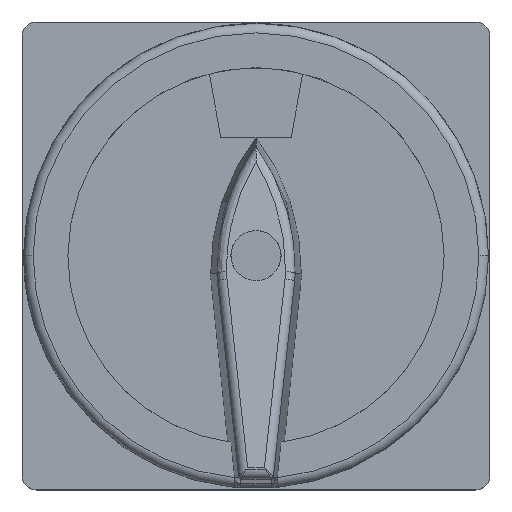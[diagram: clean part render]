
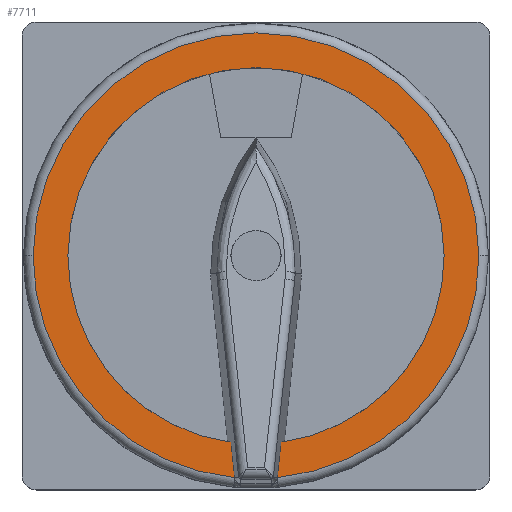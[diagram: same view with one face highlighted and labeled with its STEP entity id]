
A CAD part, top view. The second image highlights one B-rep face of the part: STEP entity #7711.
In plain terms, the highlighted planar face has unit normal (0, 0, 1).
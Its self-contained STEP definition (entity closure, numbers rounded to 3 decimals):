
#47 = FACE_OUTER_BOUND ( 'NONE', #5047, .T. ) ;
#57 = ORIENTED_EDGE ( 'NONE', *, *, #8620, .T. ) ;
#66 = EDGE_CURVE ( 'NONE', #5055, #7075, #5667, .T. ) ;
#111 = ORIENTED_EDGE ( 'NONE', *, *, #6042, .T. ) ;
#116 = AXIS2_PLACEMENT_3D ( 'NONE', #4654, #388, #5378 ) ;
#208 = AXIS2_PLACEMENT_3D ( 'NONE', #8149, #2505, #404 ) ;
#388 = DIRECTION ( 'NONE',  ( 0., 0., 1. ) ) ;
#404 = DIRECTION ( 'NONE',  ( 1., 0., 0. ) ) ;
#406 = CIRCLE ( 'NONE', #8047, 30.954 ) ;
#473 = CARTESIAN_POINT ( 'NONE',  ( 1.541, 32.495, 23.41 ) ) ;
#792 = CARTESIAN_POINT ( 'NONE',  ( 29.531, 1.683, 23.41 ) ) ;
#849 = CIRCLE ( 'NONE', #985, 26.13 ) ;
#985 = AXIS2_PLACEMENT_3D ( 'NONE', #1050, #6039, #1769 ) ;
#1027 = ORIENTED_EDGE ( 'NONE', *, *, #2534, .T. ) ;
#1050 = CARTESIAN_POINT ( 'NONE',  ( 32.495, 32.495, 23.41 ) ) ;
#1192 = VECTOR ( 'NONE', #5640, 1000. ) ;
#1265 = EDGE_CURVE ( 'NONE', #7075, #8573, #6668, .T. ) ;
#1267 = DIRECTION ( 'NONE',  ( 0., 0., 1. ) ) ;
#1368 = CARTESIAN_POINT ( 'NONE',  ( 26.412, 31.866, 23.41 ) ) ;
#1517 = ORIENTED_EDGE ( 'NONE', *, *, #1265, .F. ) ;
#1769 = DIRECTION ( 'NONE',  ( 1., 0., 0. ) ) ;
#1834 = ORIENTED_EDGE ( 'NONE', *, *, #6288, .T. ) ;
#1917 = CARTESIAN_POINT ( 'NONE',  ( 32.495, 32.495, 23.41 ) ) ;
#2077 = VERTEX_POINT ( 'NONE', #473 ) ;
#2311 = AXIS2_PLACEMENT_3D ( 'NONE', #2394, #7402, #3103 ) ;
#2394 = CARTESIAN_POINT ( 'NONE',  ( 32.495, 32.495, 23.41 ) ) ;
#2505 = DIRECTION ( 'NONE',  ( 0., 0., 1. ) ) ;
#2532 = EDGE_CURVE ( 'NONE', #8573, #8902, #849, .T. ) ;
#2534 = EDGE_CURVE ( 'NONE', #2634, #6097, #8331, .T. ) ;
#2563 = CARTESIAN_POINT ( 'NONE',  ( 35.459, 1.683, 23.41 ) ) ;
#2621 = DIRECTION ( 'NONE',  ( 1., 0., 0. ) ) ;
#2634 = VERTEX_POINT ( 'NONE', #2563 ) ;
#2902 = AXIS2_PLACEMENT_3D ( 'NONE', #7477, #3191, #8112 ) ;
#3103 = DIRECTION ( 'NONE',  ( 1., 0., 0. ) ) ;
#3191 = DIRECTION ( 'NONE',  ( 0., 0., 1. ) ) ;
#3344 = ORIENTED_EDGE ( 'NONE', *, *, #5924, .T. ) ;
#3350 = ORIENTED_EDGE ( 'NONE', *, *, #2532, .F. ) ;
#3830 = VECTOR ( 'NONE', #3839, 1000. ) ;
#3839 = DIRECTION ( 'NONE',  ( -0.103, -0.995, 0. ) ) ;
#4095 = CARTESIAN_POINT ( 'NONE',  ( 29.023, 6.597, 23.41 ) ) ;
#4614 = CARTESIAN_POINT ( 'NONE',  ( 58.625, 32.495, 23.41 ) ) ;
#4654 = CARTESIAN_POINT ( 'NONE',  ( 32.495, 32.495, 23.41 ) ) ;
#5047 = EDGE_LOOP ( 'NONE', ( #1834, #1027, #57, #3344, #111, #3350, #1517, #7207 ) ) ;
#5055 = VERTEX_POINT ( 'NONE', #7428 ) ;
#5166 = CARTESIAN_POINT ( 'NONE',  ( 6.365, 32.495, 23.41 ) ) ;
#5378 = DIRECTION ( 'NONE',  ( 1., 0., 0. ) ) ;
#5520 = LINE ( 'NONE', #8039, #3830 ) ;
#5544 = CARTESIAN_POINT ( 'NONE',  ( 32.495, 32.495, 23.41 ) ) ;
#5640 = DIRECTION ( 'NONE',  ( -0.103, 0.995, 0. ) ) ;
#5667 = CIRCLE ( 'NONE', #2311, 26.13 ) ;
#5924 = EDGE_CURVE ( 'NONE', #2077, #6132, #406, .T. ) ;
#5936 = CIRCLE ( 'NONE', #116, 30.954 ) ;
#6039 = DIRECTION ( 'NONE',  ( 0., 0., 1. ) ) ;
#6042 = EDGE_CURVE ( 'NONE', #6132, #8902, #7127, .T. ) ;
#6097 = VERTEX_POINT ( 'NONE', #6468 ) ;
#6132 = VERTEX_POINT ( 'NONE', #792 ) ;
#6258 = DIRECTION ( 'NONE',  ( 1., 0., 0. ) ) ;
#6288 = EDGE_CURVE ( 'NONE', #5055, #2634, #5520, .T. ) ;
#6468 = CARTESIAN_POINT ( 'NONE',  ( 63.449, 32.495, 23.41 ) ) ;
#6668 = CIRCLE ( 'NONE', #7943, 26.13 ) ;
#6919 = DIRECTION ( 'NONE',  ( 0., 0., 1. ) ) ;
#7075 = VERTEX_POINT ( 'NONE', #4614 ) ;
#7127 = LINE ( 'NONE', #1368, #1192 ) ;
#7207 = ORIENTED_EDGE ( 'NONE', *, *, #66, .F. ) ;
#7402 = DIRECTION ( 'NONE',  ( 0., 0., 1. ) ) ;
#7428 = CARTESIAN_POINT ( 'NONE',  ( 35.967, 6.597, 23.41 ) ) ;
#7477 = CARTESIAN_POINT ( 'NONE',  ( 32.495, 32.495, 23.41 ) ) ;
#7711 = ADVANCED_FACE ( 'NONE', ( #47 ), #8774, .T. ) ;
#7943 = AXIS2_PLACEMENT_3D ( 'NONE', #1917, #6919, #2621 ) ;
#8039 = CARTESIAN_POINT ( 'NONE',  ( 38.578, 31.866, 23.41 ) ) ;
#8047 = AXIS2_PLACEMENT_3D ( 'NONE', #5544, #1267, #6258 ) ;
#8112 = DIRECTION ( 'NONE',  ( 1., 0., 0. ) ) ;
#8149 = CARTESIAN_POINT ( 'NONE',  ( 32.495, 32.495, 23.41 ) ) ;
#8331 = CIRCLE ( 'NONE', #2902, 30.954 ) ;
#8573 = VERTEX_POINT ( 'NONE', #5166 ) ;
#8620 = EDGE_CURVE ( 'NONE', #6097, #2077, #5936, .T. ) ;
#8774 = PLANE ( 'NONE',  #208 ) ;
#8902 = VERTEX_POINT ( 'NONE', #4095 ) ;
